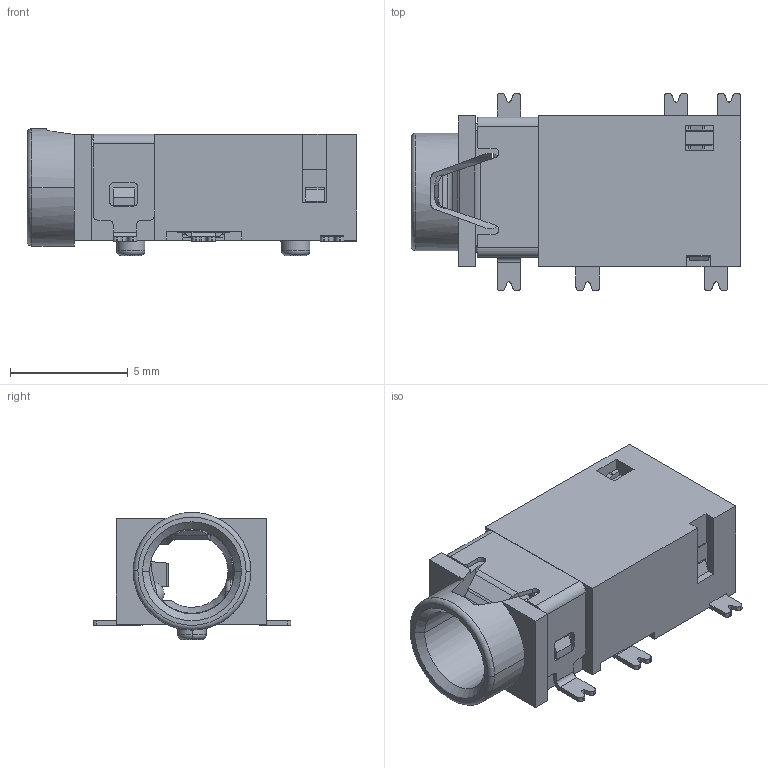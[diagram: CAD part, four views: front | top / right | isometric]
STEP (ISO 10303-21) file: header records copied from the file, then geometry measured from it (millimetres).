
FILE_DESCRIPTION (( 'STEP AP214' ), '1' );
FILE_NAME ('Same_Sky_SJ2-35894D-SMT-TR.step', '2025-08-06T08:17:41', ( '' ), ( '' ), 'SwSTEP 2.0', 'SolidWorks 2021', '' );
FILE_SCHEMA (( 'AUTOMOTIVE_DESIGN' ));
Length unit declared in the file: millimetre
Products named in the file (1): Same_Sky_SJ2-35894D-SMT-TR
Bounding box: 14 x 8.4 x 5.4 mm (x, y, z)
Volume: 209.5 mm3; surface area: 857 mm2
Topology: 7 solids, 8 shells, 859 faces, 2399 edges, 1570 vertices
Faces by surface type: plane 509, cylinder 198, bspline 114, torus 22, sphere 12, cone 4
Entity records: 38074 total; most frequent: CARTESIAN_POINT 6993, ORIENTED_EDGE 4762, DIRECTION 4059, EDGE_CURVE 2381, VECTOR 1645, LINE 1645, VERTEX_POINT 1564, AXIS2_PLACEMENT_3D 1207
